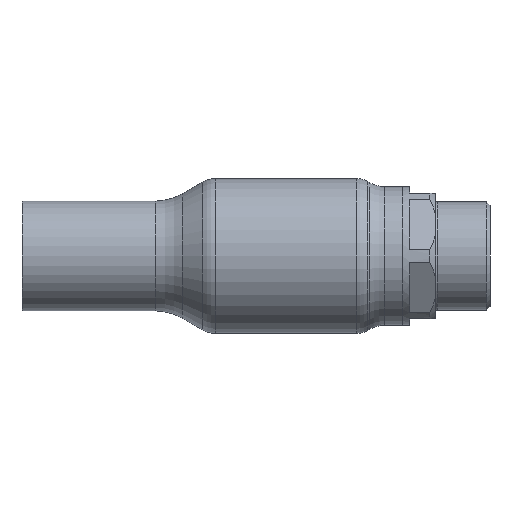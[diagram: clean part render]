
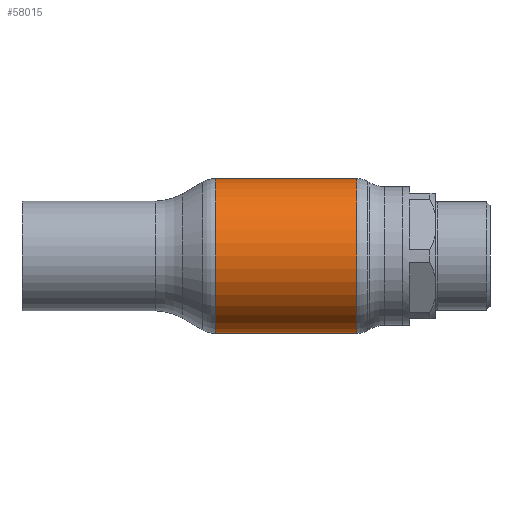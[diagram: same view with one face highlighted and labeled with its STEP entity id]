
A CAD part, front view. The second image highlights one B-rep face of the part: STEP entity #58015.
In plain terms, the highlighted cylindrical face has radius 42.5 mm (diameter 85 mm), a partial arc.
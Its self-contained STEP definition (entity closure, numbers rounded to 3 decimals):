
#4402 = VERTEX_POINT ( 'NONE', #23036 ) ;
#4661 = CARTESIAN_POINT ( 'NONE',  ( 38.749, 0., 0. ) ) ;
#9043 = CARTESIAN_POINT ( 'NONE',  ( 38.749, 0., 42.5 ) ) ;
#9634 = VECTOR ( 'NONE', #21313, 1000. ) ;
#10323 = EDGE_CURVE ( 'NONE', #22199, #56959, #40666, .T. ) ;
#11113 = DIRECTION ( 'NONE',  ( 0., 0., 1. ) ) ;
#11936 = CYLINDRICAL_SURFACE ( 'NONE', #23459, 42.5 ) ;
#12002 = DIRECTION ( 'NONE',  ( -1., 0., 0. ) ) ;
#14822 = EDGE_CURVE ( 'NONE', #56959, #4402, #53698, .T. ) ;
#16356 = CARTESIAN_POINT ( 'NONE',  ( -62.69, 0., 42.5 ) ) ;
#18962 = DIRECTION ( 'NONE',  ( 0., 0., 1. ) ) ;
#19972 = AXIS2_PLACEMENT_3D ( 'NONE', #4661, #29613, #11113 ) ;
#21026 = VECTOR ( 'NONE', #12002, 1000. ) ;
#21313 = DIRECTION ( 'NONE',  ( -1., 0., 0. ) ) ;
#22199 = VERTEX_POINT ( 'NONE', #26059 ) ;
#22992 = CARTESIAN_POINT ( 'NONE',  ( -62.69, 0., 0. ) ) ;
#23036 = CARTESIAN_POINT ( 'NONE',  ( -38.749, 0., 42.5 ) ) ;
#23459 = AXIS2_PLACEMENT_3D ( 'NONE', #22992, #46395, #18962 ) ;
#24113 = DIRECTION ( 'NONE',  ( 0., 0., 1. ) ) ;
#26059 = CARTESIAN_POINT ( 'NONE',  ( 38.749, 0., -42.5 ) ) ;
#26172 = LINE ( 'NONE', #35125, #21026 ) ;
#28448 = DIRECTION ( 'NONE',  ( -1., 0., 0. ) ) ;
#29613 = DIRECTION ( 'NONE',  ( -1., 0., 0. ) ) ;
#30093 = CIRCLE ( 'NONE', #37962, 42.5 ) ;
#31470 = VERTEX_POINT ( 'NONE', #37209 ) ;
#35125 = CARTESIAN_POINT ( 'NONE',  ( -62.69, 0., -42.5 ) ) ;
#36875 = ORIENTED_EDGE ( 'NONE', *, *, #49699, .F. ) ;
#37209 = CARTESIAN_POINT ( 'NONE',  ( -38.749, 0., -42.5 ) ) ;
#37962 = AXIS2_PLACEMENT_3D ( 'NONE', #47531, #28448, #24113 ) ;
#40092 = ORIENTED_EDGE ( 'NONE', *, *, #10323, .T. ) ;
#40666 = CIRCLE ( 'NONE', #19972, 42.5 ) ;
#45517 = ORIENTED_EDGE ( 'NONE', *, *, #14822, .T. ) ;
#46395 = DIRECTION ( 'NONE',  ( -1., 0., 0. ) ) ;
#47531 = CARTESIAN_POINT ( 'NONE',  ( -38.749, 0., 0. ) ) ;
#49699 = EDGE_CURVE ( 'NONE', #22199, #31470, #26172, .T. ) ;
#53698 = LINE ( 'NONE', #16356, #9634 ) ;
#54193 = FACE_OUTER_BOUND ( 'NONE', #56720, .T. ) ;
#55580 = EDGE_CURVE ( 'NONE', #31470, #4402, #30093, .T. ) ;
#56720 = EDGE_LOOP ( 'NONE', ( #36875, #40092, #45517, #57292 ) ) ;
#56959 = VERTEX_POINT ( 'NONE', #9043 ) ;
#57292 = ORIENTED_EDGE ( 'NONE', *, *, #55580, .F. ) ;
#58015 = ADVANCED_FACE ( 'NONE', ( #54193 ), #11936, .T. ) ;
